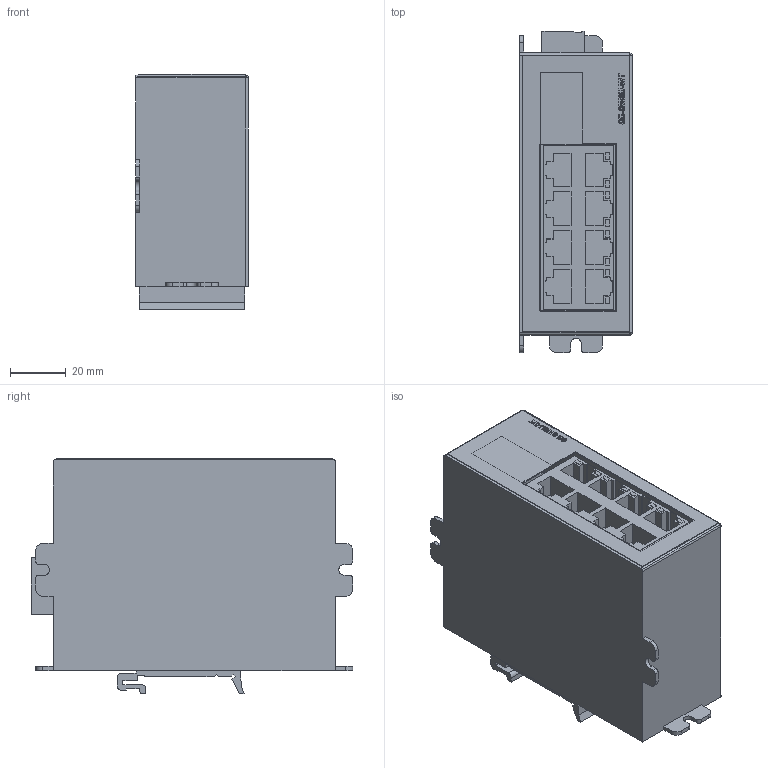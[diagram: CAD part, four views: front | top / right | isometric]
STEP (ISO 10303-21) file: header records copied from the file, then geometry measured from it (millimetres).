
FILE_DESCRIPTION (( 'STEP AP214' ), '1' );
FILE_NAME ('SE-SW8U-WT.STEP', '2012-03-06T16:29:28', ( ' ' ), ( ' ' ), 'SwSTEP 2.0', 'SolidWorks 2011', '' );
FILE_SCHEMA (( 'AUTOMOTIVE_DESIGN' ));
Length unit declared in the file: millimetre
Products named in the file (1): SE-SW8U-WT
Bounding box: 40.6 x 115.89 x 84.91 mm (x, y, z)
Volume: 36313 mm3; surface area: 77922.9 mm2
Topology: 29 solids, 29 shells, 477 faces, 1199 edges, 796 vertices
Faces by surface type: plane 384, bspline 53, cylinder 38, sphere 2
Full cylindrical faces by diameter (mm): 3.81 x8
Entity records: 20885 total; most frequent: CARTESIAN_POINT 5676, ORIENTED_EDGE 2378, DIRECTION 2009, EDGE_CURVE 1189, VECTOR 1007, LINE 1007, VERTEX_POINT 796, EDGE_LOOP 511
